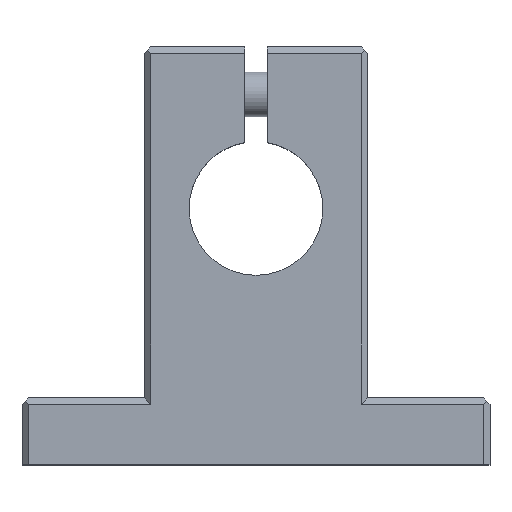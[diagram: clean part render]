
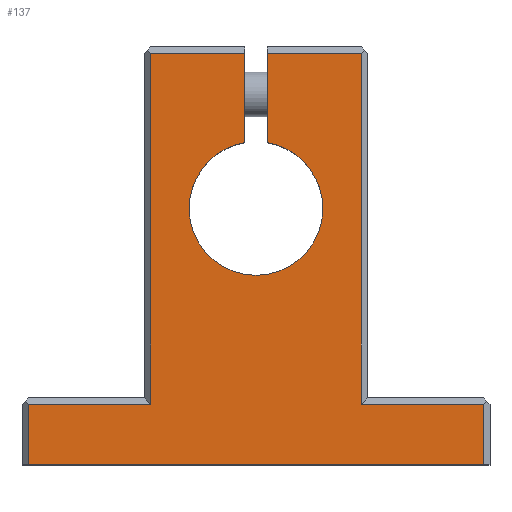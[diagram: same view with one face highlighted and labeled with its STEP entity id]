
A CAD part, top view. The second image highlights one B-rep face of the part: STEP entity #137.
In plain terms, the highlighted planar face has unit normal (0, 0, 1).
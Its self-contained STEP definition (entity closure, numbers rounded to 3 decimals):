
#137=ADVANCED_FACE('',(#302),#303,.T.);
#302=FACE_OUTER_BOUND('',#495,.T.);
#303=PLANE('',#496);
#495=EDGE_LOOP('',(#838,#839,#840,#841,#842,#843,#844,#845,#846,#847,#848,#849,#850,#851));
#496=AXIS2_PLACEMENT_3D('',#852,#853,#854);
#838=ORIENTED_EDGE('',*,*,#1251,.T.);
#839=ORIENTED_EDGE('',*,*,#1261,.T.);
#840=ORIENTED_EDGE('',*,*,#1262,.F.);
#841=ORIENTED_EDGE('',*,*,#1263,.T.);
#842=ORIENTED_EDGE('',*,*,#1264,.F.);
#843=ORIENTED_EDGE('',*,*,#1265,.T.);
#844=ORIENTED_EDGE('',*,*,#1266,.T.);
#845=ORIENTED_EDGE('',*,*,#1267,.T.);
#846=ORIENTED_EDGE('',*,*,#1268,.T.);
#847=ORIENTED_EDGE('',*,*,#1269,.T.);
#848=ORIENTED_EDGE('',*,*,#1258,.T.);
#849=ORIENTED_EDGE('',*,*,#1160,.T.);
#850=ORIENTED_EDGE('',*,*,#1270,.T.);
#851=ORIENTED_EDGE('',*,*,#1157,.T.);
#852=CARTESIAN_POINT('',(0.,0.0,7.0));
#853=DIRECTION('',(0.,0.,1.0));
#854=DIRECTION('',(1.0,0.,0.));
#1157=EDGE_CURVE('',#1374,#1378,#1380,.T.);
#1160=EDGE_CURVE('',#1385,#1382,#1386,.T.);
#1251=EDGE_CURVE('',#1378,#1521,#1523,.T.);
#1258=EDGE_CURVE('',#1534,#1385,#1535,.T.);
#1261=EDGE_CURVE('',#1521,#1538,#1539,.T.);
#1262=EDGE_CURVE('',#1540,#1538,#1541,.T.);
#1263=EDGE_CURVE('',#1540,#1542,#1543,.T.);
#1264=EDGE_CURVE('',#1544,#1542,#1545,.T.);
#1265=EDGE_CURVE('',#1544,#1546,#1547,.T.);
#1266=EDGE_CURVE('',#1546,#1548,#1549,.T.);
#1267=EDGE_CURVE('',#1548,#1550,#1551,.T.);
#1268=EDGE_CURVE('',#1550,#1552,#1553,.T.);
#1269=EDGE_CURVE('',#1552,#1534,#1554,.T.);
#1270=EDGE_CURVE('',#1382,#1374,#1555,.T.);
#1374=VERTEX_POINT('',#1699);
#1378=VERTEX_POINT('',#1704);
#1380=CIRCLE('',#1707,6.0);
#1382=VERTEX_POINT('',#1709);
#1385=VERTEX_POINT('',#1713);
#1386=CIRCLE('',#1714,6.0);
#1521=VERTEX_POINT('',#1881);
#1523=LINE('',#1884,#1885);
#1534=VERTEX_POINT('',#1901);
#1535=LINE('',#1902,#1903);
#1538=VERTEX_POINT('',#1907);
#1539=LINE('',#1908,#1909);
#1540=VERTEX_POINT('',#1910);
#1541=LINE('',#1911,#1912);
#1542=VERTEX_POINT('',#1913);
#1543=LINE('',#1914,#1915);
#1544=VERTEX_POINT('',#1916);
#1545=LINE('',#1917,#1918);
#1546=VERTEX_POINT('',#1919);
#1547=LINE('',#1920,#1921);
#1548=VERTEX_POINT('',#1922);
#1549=LINE('',#1923,#1924);
#1550=VERTEX_POINT('',#1925);
#1551=LINE('',#1926,#1927);
#1552=VERTEX_POINT('',#1928);
#1553=LINE('',#1929,#1930);
#1554=LINE('',#1931,#1932);
#1555=CIRCLE('',#1933,6.0);
#1699=CARTESIAN_POINT('',(-6.0,23.0,7.0));
#1704=CARTESIAN_POINT('',(-1.0,28.916,7.0));
#1707=AXIS2_PLACEMENT_3D('',#2149,#2150,#2151);
#1709=CARTESIAN_POINT('',(6.0,23.0,7.0));
#1713=CARTESIAN_POINT('',(1.0,28.916,7.0));
#1714=AXIS2_PLACEMENT_3D('',#2153,#2154,#2155);
#1881=CARTESIAN_POINT('',(-1.0,36.94,7.0));
#1884=CARTESIAN_POINT('',(-1.0,17.625,7.0));
#1885=VECTOR('',#2288,1.0);
#1901=CARTESIAN_POINT('',(1.0,36.94,7.0));
#1902=CARTESIAN_POINT('',(1.0,17.625,7.0));
#1903=VECTOR('',#2294,1.0);
#1907=CARTESIAN_POINT('',(-9.44,36.94,7.0));
#1908=CARTESIAN_POINT('',(5.5,36.94,7.0));
#1909=VECTOR('',#2296,1.0);
#1910=CARTESIAN_POINT('',(-9.44,5.44,7.0));
#1911=CARTESIAN_POINT('',(-9.44,0.,7.0));
#1912=VECTOR('',#2297,1.0);
#1913=CARTESIAN_POINT('',(-20.44,5.44,7.));
#1914=CARTESIAN_POINT('',(11.0,5.44,7.0));
#1915=VECTOR('',#2298,1.0);
#1916=CARTESIAN_POINT('',(-20.44,0.,7.0));
#1917=CARTESIAN_POINT('',(-20.44,0.,7.0));
#1918=VECTOR('',#2299,1.0);
#1919=CARTESIAN_POINT('',(20.44,0.,7.0));
#1920=CARTESIAN_POINT('',(-20.44,0.,7.0));
#1921=VECTOR('',#2300,1.0);
#1922=CARTESIAN_POINT('',(20.44,5.44,7.0));
#1923=CARTESIAN_POINT('',(20.44,0.,7.0));
#1924=VECTOR('',#2301,1.0);
#1925=CARTESIAN_POINT('',(9.44,5.44,7.0));
#1926=CARTESIAN_POINT('',(11.0,5.44,7.0));
#1927=VECTOR('',#2302,1.0);
#1928=CARTESIAN_POINT('',(9.44,36.94,7.0));
#1929=CARTESIAN_POINT('',(9.44,0.,7.0));
#1930=VECTOR('',#2303,1.0);
#1931=CARTESIAN_POINT('',(5.5,36.94,7.0));
#1932=VECTOR('',#2304,1.0);
#1933=AXIS2_PLACEMENT_3D('',#2305,#2306,#2307);
#2149=CARTESIAN_POINT('',(0.0,23.0,7.0));
#2150=DIRECTION('',(0.,0.,-1.0));
#2151=DIRECTION('',(1.0,0.,0.));
#2153=CARTESIAN_POINT('',(0.0,23.0,7.0));
#2154=DIRECTION('',(0.,0.,-1.0));
#2155=DIRECTION('',(1.0,0.,0.));
#2288=DIRECTION('',(-0.0,1.0,0.));
#2294=DIRECTION('',(-0.0,-1.0,0.));
#2296=DIRECTION('',(-1.0,-0.0,0.));
#2297=DIRECTION('',(0.,1.0,0.));
#2298=DIRECTION('',(-1.0,-0.0,0.));
#2299=DIRECTION('',(0.,1.0,0.));
#2300=DIRECTION('',(1.0,0.,0.));
#2301=DIRECTION('',(0.,1.0,0.));
#2302=DIRECTION('',(-1.0,-0.0,0.));
#2303=DIRECTION('',(0.,1.0,0.));
#2304=DIRECTION('',(-1.0,-0.0,0.));
#2305=CARTESIAN_POINT('',(0.0,23.0,7.0));
#2306=DIRECTION('',(0.,0.,-1.0));
#2307=DIRECTION('',(1.0,0.,0.));
